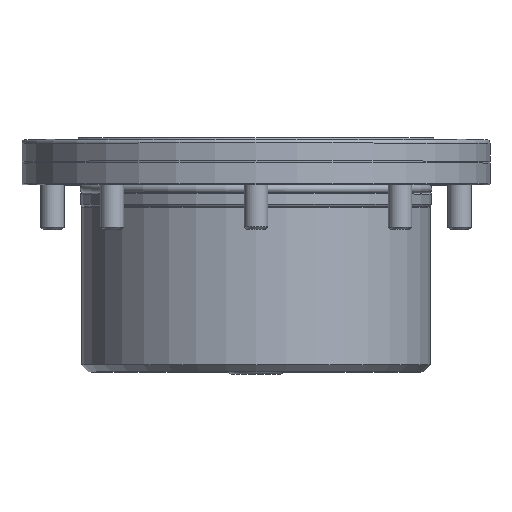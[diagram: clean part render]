
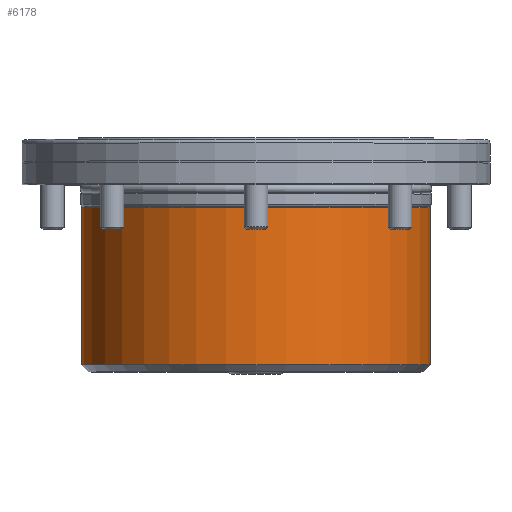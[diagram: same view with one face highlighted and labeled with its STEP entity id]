
A CAD part, top view. The second image highlights one B-rep face of the part: STEP entity #6178.
In plain terms, the highlighted cylindrical face has radius 37.3 mm (diameter 74.6 mm), a full revolution.
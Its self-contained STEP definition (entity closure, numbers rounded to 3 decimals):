
#1066 = CARTESIAN_POINT ( 'NONE',  ( 37.3, -48.5, 0. ) ) ;
#1434 = ORIENTED_EDGE ( 'NONE', *, *, #6844, .F. ) ;
#3419 = DIRECTION ( 'NONE',  ( 1., 0., 0. ) ) ;
#3462 = AXIS2_PLACEMENT_3D ( 'NONE', #16108, #16003, #3419 ) ;
#4823 = FACE_OUTER_BOUND ( 'NONE', #8531, .T. ) ;
#4906 = DIRECTION ( 'NONE',  ( 0., 1., 0. ) ) ;
#5316 = ORIENTED_EDGE ( 'NONE', *, *, #7974, .T. ) ;
#6178 = ADVANCED_FACE ( 'NONE', ( #17343, #4823 ), #11919, .T. ) ;
#6362 = DIRECTION ( 'NONE',  ( 0., 1., 0. ) ) ;
#6448 = CARTESIAN_POINT ( 'NONE',  ( 0., -14.9, 0. ) ) ;
#6844 = EDGE_CURVE ( 'NONE', #9516, #9516, #16347, .T. ) ;
#7974 = EDGE_CURVE ( 'NONE', #9425, #9425, #16673, .T. ) ;
#8084 = EDGE_LOOP ( 'NONE', ( #1434 ) ) ;
#8531 = EDGE_LOOP ( 'NONE', ( #5316 ) ) ;
#8691 = CARTESIAN_POINT ( 'NONE',  ( 0., -12.352, 0. ) ) ;
#9425 = VERTEX_POINT ( 'NONE', #1066 ) ;
#9516 = VERTEX_POINT ( 'NONE', #9787 ) ;
#9787 = CARTESIAN_POINT ( 'NONE',  ( 37.3, -14.9, 0. ) ) ;
#10162 = DIRECTION ( 'NONE',  ( 1., 0., 0. ) ) ;
#11919 = CYLINDRICAL_SURFACE ( 'NONE', #12626, 37.3 ) ;
#12146 = DIRECTION ( 'NONE',  ( 1., 0., 0. ) ) ;
#12626 = AXIS2_PLACEMENT_3D ( 'NONE', #8691, #4906, #10162 ) ;
#15743 = AXIS2_PLACEMENT_3D ( 'NONE', #6448, #6362, #12146 ) ;
#16003 = DIRECTION ( 'NONE',  ( 0., 1., 0. ) ) ;
#16108 = CARTESIAN_POINT ( 'NONE',  ( 0., -48.5, 0. ) ) ;
#16347 = CIRCLE ( 'NONE', #15743, 37.3 ) ;
#16673 = CIRCLE ( 'NONE', #3462, 37.3 ) ;
#17343 = FACE_OUTER_BOUND ( 'NONE', #8084, .T. ) ;
